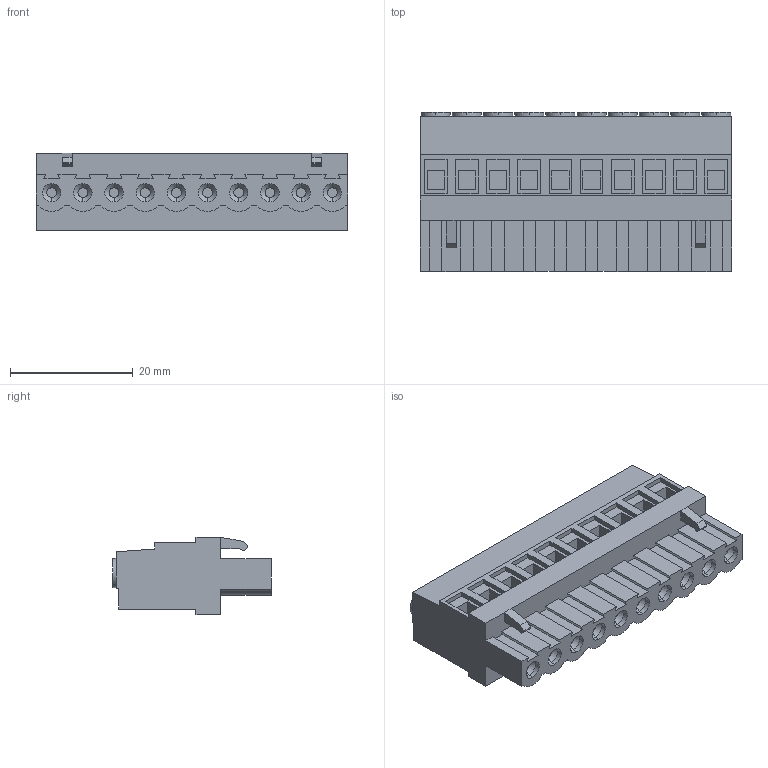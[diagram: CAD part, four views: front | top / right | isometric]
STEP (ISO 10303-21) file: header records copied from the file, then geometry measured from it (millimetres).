
FILE_DESCRIPTION (( 'STEP AP203' ), '1' );
FILE_NAME ('SOKETLI BASKILI DEVRE KLEMENSI - 5,08 MM DIK DISI - 10 LI.STEP', '2018-09-11T13:21:24', ( 'user' ), ( '' ), 'SwSTEP 2.0', 'SolidWorks 2016', '' );
FILE_SCHEMA (( 'CONFIG_CONTROL_DESIGN' ));
Length unit declared in the file: millimetre
Products named in the file (1): SOKETLI BASKILI DEVRE KLEMENSI - 5,08 MM DIK DISI - 10 LI
Bounding box: 50.74 x 25.9 x 12.6 mm (x, y, z)
Volume: 10249 mm3; surface area: 6557.3 mm2
Topology: 1 solids, 1 shells, 376 faces, 958 edges, 624 vertices
Faces by surface type: plane 256, cylinder 100, cone 20
Entity records: 11407 total; most frequent: CARTESIAN_POINT 1959, DIRECTION 1952, ORIENTED_EDGE 1916, EDGE_CURVE 958, LINE 718, VECTOR 718, VERTEX_POINT 624, AXIS2_PLACEMENT_3D 617
